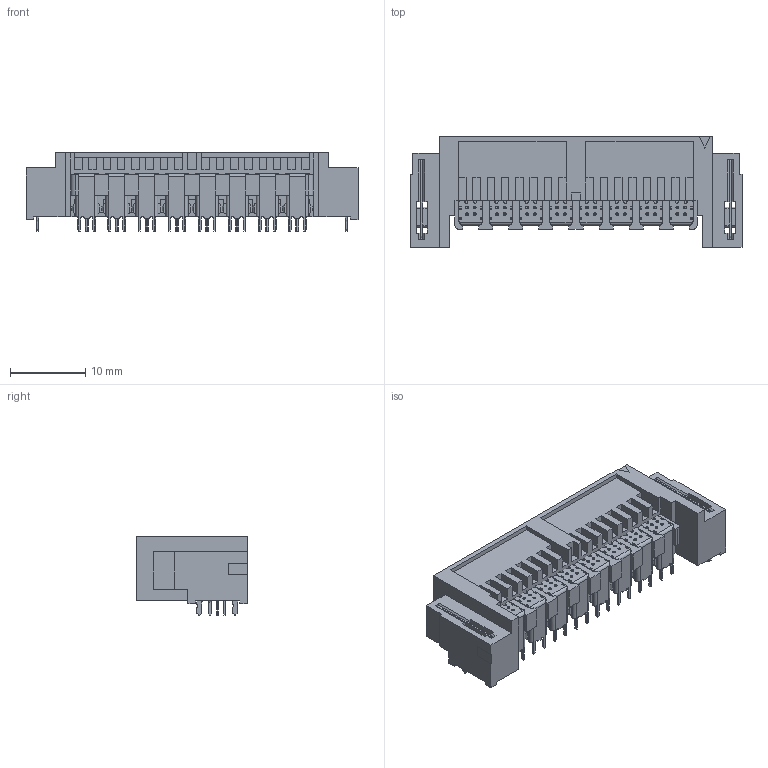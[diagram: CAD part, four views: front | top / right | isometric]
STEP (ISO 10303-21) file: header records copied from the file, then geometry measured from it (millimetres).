
FILE_DESCRIPTION(/* description */ ('STEP AP203'),/* implementation_level */ '2;1');
FILE_NAME(/* name */ 'IP5-08-01-L-S-RA1-L-TR',/* time_stamp */ '2025-10-16T11:29:20+02:00',/* author */ ('License CC BY-ND 4.0'),/* organization */ ('CADENAS'),/* preprocessor_version */ 'ST-DEVELOPER v20',/* originating_system */ 'PARTsolutions',/* authorisation */ ' ');
FILE_SCHEMA (('CONFIG_CONTROL_DESIGN'));
Length unit declared in the file: inch
Products named in the file (3): IP5-08-01-L-S-RA1-L-TR; IP5-08-01-L-S-RA1-L-TR_t; IP5-01_pin
Assembly tree (9 placements, depth 2):
  IP5-08-01-L-S-RA1-L-TR
    IP5-08-01-L-S-RA1-L-TR_t
    IP5-01_pin  x8
Bounding box: 44.2 x 14.73 x 10.44 mm (x, y, z)
Volume: 2172.3 mm3; surface area: 7276.9 mm2
Topology: 9 solids, 25 shells, 3012 faces, 8726 edges, 5786 vertices
Faces by surface type: plane 2144, cylinder 804, sphere 32, torus 32
Entity records: 29708 total; most frequent: CARTESIAN_POINT 5348, ORIENTED_EDGE 5262, DIRECTION 4791, EDGE_CURVE 2631, LINE 2229, VECTOR 2229, VERTEX_POINT 1750, AXIS2_PLACEMENT_3D 1281
